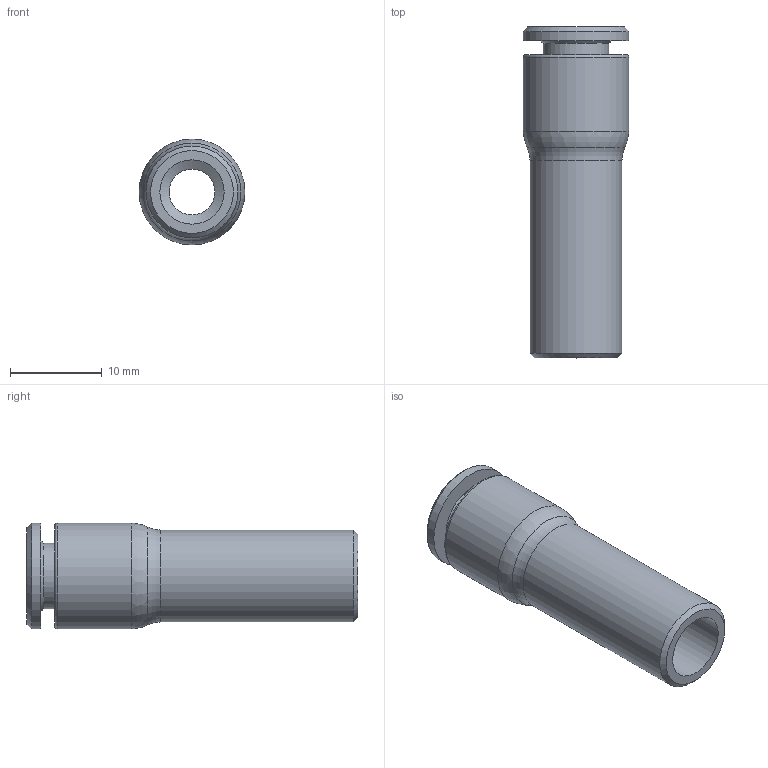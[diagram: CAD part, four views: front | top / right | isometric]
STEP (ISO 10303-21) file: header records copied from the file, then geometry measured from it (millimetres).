
FILE_DESCRIPTION(/* description */ ('STEP AP214'),/* implementation_level */ '2;1');
FILE_NAME(/* name */ 'B0163050',/* time_stamp */ '2023-03-30T09:23:49+02:00',/* author */ ('License CC BY-ND 4.0'),/* organization */ ('CADENAS'),/* preprocessor_version */ 'ST-DEVELOPER v19.3',/* originating_system */ 'PARTsolutions',/* authorisation */ ' ');
FILE_SCHEMA (('AUTOMOTIVE_DESIGN {1 0 10303 214 3 1 1}'));
Length unit declared in the file: millimetre
Products named in the file (1): B0163050
Bounding box: 11.5 x 36.1 x 11.5 mm (x, y, z)
Volume: 1834.7 mm3; surface area: 2148.6 mm2
Topology: 1 solids, 1 shells, 127 faces, 324 edges, 215 vertices
Faces by surface type: plane 69, bspline 43, cylinder 7, cone 5, torus 3
Full cylindrical faces by diameter (mm): 5 x1, 6.15 x1, 7 x1, 7.1 x1, 10 x1, 11.5 x2
Entity records: 6044 total; most frequent: CARTESIAN_POINT 3313, ORIENTED_EDGE 604, DIRECTION 406, EDGE_CURVE 302, VERTEX_POINT 208, LINE 196, VECTOR 196, EDGE_LOOP 160
